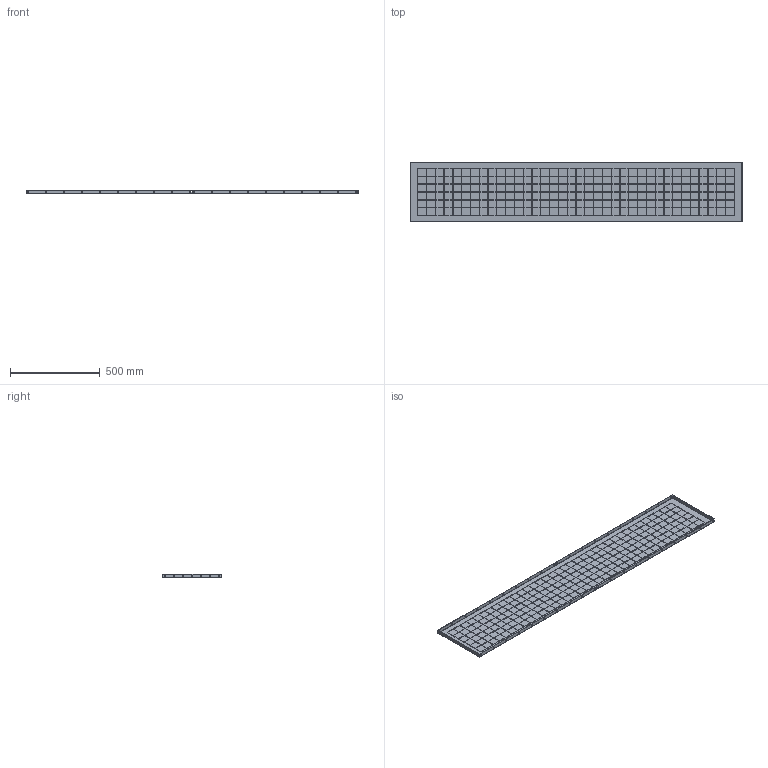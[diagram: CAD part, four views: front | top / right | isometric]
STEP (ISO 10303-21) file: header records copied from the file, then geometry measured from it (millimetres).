
FILE_DESCRIPTION (( 'STEP AP214' ), '1' );
FILE_NAME ('ÌÈ-2564.00.00.001 Ïåðåãîðîäêà âåðòèêàëüíàÿ ïî øèðèíå øêàôà 2000õ400.STEP', '2022-12-09T06:27:31', ( '' ), ( '' ), 'SwSTEP 2.0', 'SolidWorks 2021', '' );
FILE_SCHEMA (( 'AUTOMOTIVE_DESIGN' ));
Length unit declared in the file: millimetre
Products named in the file (1): ÌÈ-2564.00.00.001 Ïåðåãîðîäêà âåðòèêàëüíàÿ ïî øèðèíå øêàôà 2000õ400
Bounding box: 1849 x 328 x 21 mm (x, y, z)
Volume: 649605.6 mm3; surface area: 1345655.6 mm2
Topology: 1 solids, 1 shells, 2044 faces, 6094 edges, 4052 vertices
Faces by surface type: plane 1922, cylinder 114, bspline 8
Entity records: 70153 total; most frequent: CARTESIAN_POINT 12952, ORIENTED_EDGE 12188, DIRECTION 10352, EDGE_CURVE 6094, VECTOR 5854, LINE 5854, VERTEX_POINT 4052, EDGE_LOOP 3096
